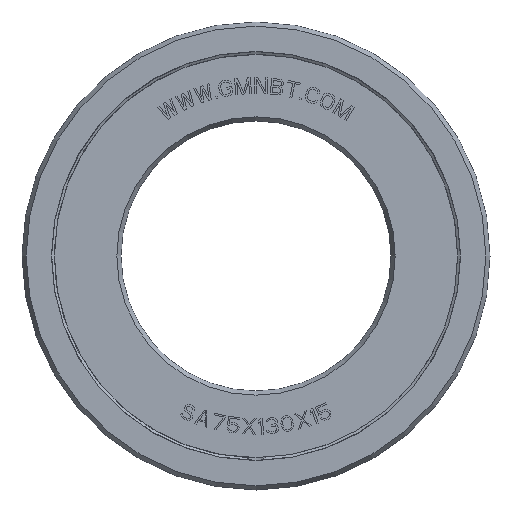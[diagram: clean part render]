
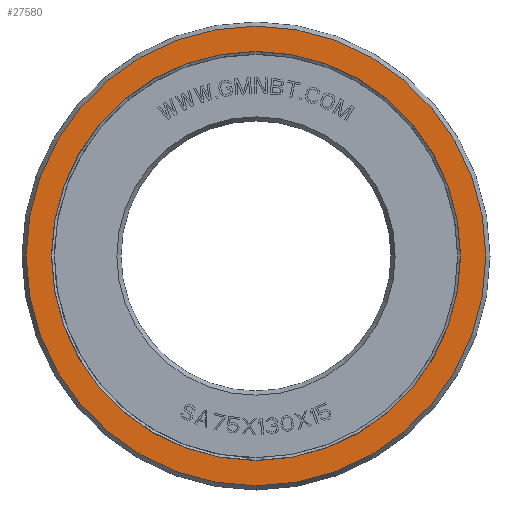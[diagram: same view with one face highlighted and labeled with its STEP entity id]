
A CAD part, front view. The second image highlights one B-rep face of the part: STEP entity #27580.
In plain terms, the highlighted planar face has unit normal (0, -1, 0).
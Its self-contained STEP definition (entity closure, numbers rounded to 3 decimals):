
#25743=CARTESIAN_POINT('',(0.,-7.5,0.));
#25744=DIRECTION('',(0.,-1.,0.));
#25745=DIRECTION('',(0.,0.,-1.));
#25746=AXIS2_PLACEMENT_3D('',#25743,#25744,#25745);
#25758=CARTESIAN_POINT('',(0.,-7.5,0.));
#25759=DIRECTION('',(0.,1.,0.));
#25760=DIRECTION('',(0.,0.,-1.));
#25761=AXIS2_PLACEMENT_3D('',#25758,#25759,#25760);
#26601=CARTESIAN_POINT('',(0.,-7.5,0.));
#26602=DIRECTION('',(0.,1.,0.));
#26603=DIRECTION('',(0.,0.,-1.));
#26604=AXIS2_PLACEMENT_3D('',#26601,#26602,#26603);
#26609=CARTESIAN_POINT('',(0.,-7.5,0.));
#26610=DIRECTION('',(0.,-1.,0.));
#26611=DIRECTION('',(0.,0.,-1.));
#26612=AXIS2_PLACEMENT_3D('',#26609,#26610,#26611);
#26617=CARTESIAN_POINT('',(0.,-7.5,-63.845));
#26619=VERTEX_POINT('',#26617);
#26629=CARTESIAN_POINT('',(0.,-7.5,63.845));
#26631=VERTEX_POINT('',#26629);
#26681=CARTESIAN_POINT('',(0.,-7.5,-56.816));
#26683=VERTEX_POINT('',#26681);
#26688=CARTESIAN_POINT('',(0.,-7.5,56.816));
#26689=VERTEX_POINT('',#26688);
#27567=CARTESIAN_POINT('',(0.,-7.5,0.));
#27568=DIRECTION('',(0.,1.,0.));
#27569=DIRECTION('',(0.,0.,-1.));
#27570=AXIS2_PLACEMENT_3D('',#27567,#27568,#27569);
#27571=PLANE('',#27570);
#27572=ORIENTED_EDGE('',*,*,#26706,.F.);
#27573=ORIENTED_EDGE('',*,*,#26731,.T.);
#27574=EDGE_LOOP('',(#27572,#27573));
#27575=FACE_OUTER_BOUND('',#27574,.F.);
#27576=ORIENTED_EDGE('',*,*,#27553,.F.);
#27577=ORIENTED_EDGE('',*,*,#27535,.T.);
#27578=EDGE_LOOP('',(#27576,#27577));
#27579=FACE_BOUND('',#27578,.F.);
#25747=CIRCLE('',#25746,63.845);
#25762=CIRCLE('',#25761,63.845);
#26605=CIRCLE('',#26604,56.816);
#26613=CIRCLE('',#26612,56.816);
#26706=EDGE_CURVE('',#26619,#26631,#25747,.T.);
#26731=EDGE_CURVE('',#26619,#26631,#25762,.T.);
#27535=EDGE_CURVE('',#26683,#26689,#26613,.T.);
#27553=EDGE_CURVE('',#26683,#26689,#26605,.T.);
#27580=ADVANCED_FACE('',(#27575,#27579),#27571,.F.);
